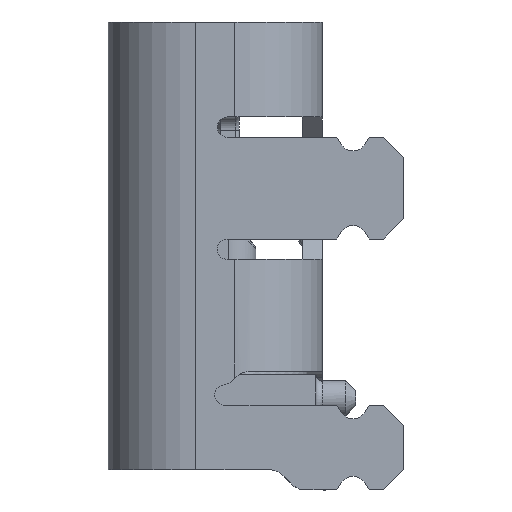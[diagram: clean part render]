
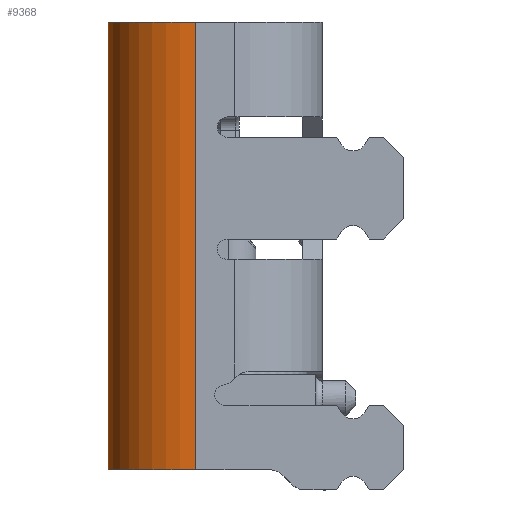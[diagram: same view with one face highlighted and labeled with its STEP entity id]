
A CAD part, left-side view. The second image highlights one B-rep face of the part: STEP entity #9368.
In plain terms, the highlighted cylindrical face has radius 1.29 mm (diameter 2.58 mm), a partial arc.
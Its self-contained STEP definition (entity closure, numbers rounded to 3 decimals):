
#158 = CARTESIAN_POINT ( 'NONE',  ( -3.18, 1.58, 4.7 ) ) ;
#467 = CARTESIAN_POINT ( 'NONE',  ( -3.18, 0.29, -1.9 ) ) ;
#491 = ORIENTED_EDGE ( 'NONE', *, *, #1153, .T. ) ;
#572 = AXIS2_PLACEMENT_3D ( 'NONE', #467, #15002, #4846 ) ;
#1079 = CARTESIAN_POINT ( 'NONE',  ( -3.18, 0.29, 27.532 ) ) ;
#1153 = EDGE_CURVE ( 'NONE', #4926, #5655, #8728, .T. ) ;
#1305 = DIRECTION ( 'NONE',  ( 0., 0., -1. ) ) ;
#1698 = CARTESIAN_POINT ( 'NONE',  ( -4.47, 0.29, 4.7 ) ) ;
#1896 = VERTEX_POINT ( 'NONE', #1698 ) ;
#2234 = VERTEX_POINT ( 'NONE', #11090 ) ;
#2756 = DIRECTION ( 'NONE',  ( 0., 0., -1. ) ) ;
#2819 = CARTESIAN_POINT ( 'NONE',  ( -3.18, 0.29, 4.7 ) ) ;
#2872 = VECTOR ( 'NONE', #1305, 1000. ) ;
#3240 = LINE ( 'NONE', #11095, #18069 ) ;
#3254 = EDGE_CURVE ( 'NONE', #1896, #4926, #18002, .T. ) ;
#4846 = DIRECTION ( 'NONE',  ( 0., 1., 0. ) ) ;
#4926 = VERTEX_POINT ( 'NONE', #158 ) ;
#5642 = DIRECTION ( 'NONE',  ( 0., 1., 0. ) ) ;
#5655 = VERTEX_POINT ( 'NONE', #11155 ) ;
#6202 = AXIS2_PLACEMENT_3D ( 'NONE', #1079, #11096, #15311 ) ;
#6389 = CYLINDRICAL_SURFACE ( 'NONE', #6202, 1.29 ) ;
#6843 = ORIENTED_EDGE ( 'NONE', *, *, #3254, .T. ) ;
#7278 = ORIENTED_EDGE ( 'NONE', *, *, #15427, .F. ) ;
#8482 = CARTESIAN_POINT ( 'NONE',  ( -3.18, 1.58, 14.182 ) ) ;
#8728 = LINE ( 'NONE', #8482, #2872 ) ;
#9368 = ADVANCED_FACE ( 'NONE', ( #16048 ), #6389, .T. ) ;
#10476 = ORIENTED_EDGE ( 'NONE', *, *, #10991, .T. ) ;
#10991 = EDGE_CURVE ( 'NONE', #5655, #2234, #11029, .T. ) ;
#11029 = CIRCLE ( 'NONE', #572, 1.29 ) ;
#11090 = CARTESIAN_POINT ( 'NONE',  ( -4.47, 0.29, -1.9 ) ) ;
#11095 = CARTESIAN_POINT ( 'NONE',  ( -4.47, 0.29, 14.182 ) ) ;
#11096 = DIRECTION ( 'NONE',  ( 0., 0., -1. ) ) ;
#11155 = CARTESIAN_POINT ( 'NONE',  ( -3.18, 1.58, -1.9 ) ) ;
#13766 = AXIS2_PLACEMENT_3D ( 'NONE', #2819, #2756, #5642 ) ;
#15002 = DIRECTION ( 'NONE',  ( 0., 0., 1. ) ) ;
#15311 = DIRECTION ( 'NONE',  ( 0., 1., 0. ) ) ;
#15427 = EDGE_CURVE ( 'NONE', #1896, #2234, #3240, .T. ) ;
#16046 = EDGE_LOOP ( 'NONE', ( #6843, #491, #10476, #7278 ) ) ;
#16048 = FACE_OUTER_BOUND ( 'NONE', #16046, .T. ) ;
#18002 = CIRCLE ( 'NONE', #13766, 1.29 ) ;
#18069 = VECTOR ( 'NONE', #18153, 1000. ) ;
#18153 = DIRECTION ( 'NONE',  ( 0., 0., -1. ) ) ;
